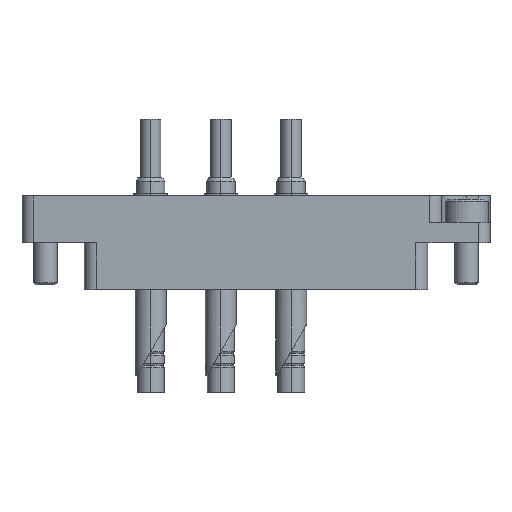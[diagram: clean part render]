
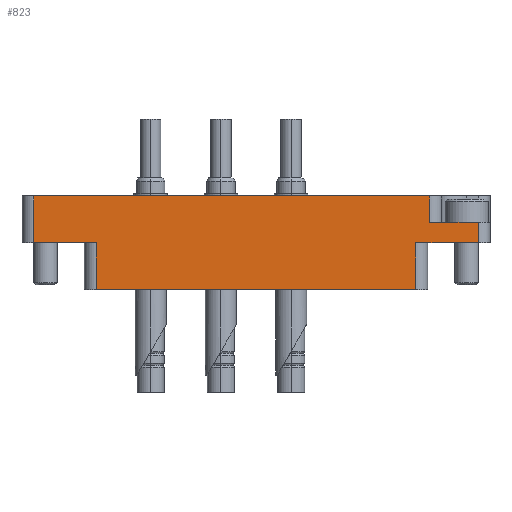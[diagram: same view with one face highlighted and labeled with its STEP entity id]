
A CAD part, left-side view. The second image highlights one B-rep face of the part: STEP entity #823.
In plain terms, the highlighted face is planar.
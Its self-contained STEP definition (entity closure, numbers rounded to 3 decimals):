
#25 = CARTESIAN_POINT ( 'NONE',  ( 28.5, 2.6, 14.35 ) ) ;
#34 = EDGE_CURVE ( 'NONE', #6362, #9843, #3235, .T. ) ;
#352 = ORIENTED_EDGE ( 'NONE', *, *, #8632, .F. ) ;
#445 = LINE ( 'NONE', #3933, #7350 ) ;
#550 = LINE ( 'NONE', #8512, #5665 ) ;
#727 = ORIENTED_EDGE ( 'NONE', *, *, #2397, .T. ) ;
#731 = CARTESIAN_POINT ( 'NONE',  ( 20.5, 0., 14.35 ) ) ;
#823 = ADVANCED_FACE ( 'NONE', ( #10884 ), #9762, .F. ) ;
#1258 = CARTESIAN_POINT ( 'NONE',  ( -30., 6., 14.35 ) ) ;
#1386 = EDGE_CURVE ( 'NONE', #3403, #9843, #445, .T. ) ;
#1427 = EDGE_LOOP ( 'NONE', ( #3216, #8573, #11166, #2122, #2005, #8454, #1517, #727, #352, #1592 ) ) ;
#1470 = VECTOR ( 'NONE', #10197, 1000. ) ;
#1517 = ORIENTED_EDGE ( 'NONE', *, *, #7841, .F. ) ;
#1592 = ORIENTED_EDGE ( 'NONE', *, *, #4081, .T. ) ;
#1594 = DIRECTION ( 'NONE',  ( -1., 0., 0. ) ) ;
#2005 = ORIENTED_EDGE ( 'NONE', *, *, #1386, .F. ) ;
#2122 = ORIENTED_EDGE ( 'NONE', *, *, #34, .T. ) ;
#2216 = CARTESIAN_POINT ( 'NONE',  ( 28.5, 0., 14.35 ) ) ;
#2358 = VERTEX_POINT ( 'NONE', #731 ) ;
#2397 = EDGE_CURVE ( 'NONE', #11497, #9339, #4339, .T. ) ;
#2514 = VECTOR ( 'NONE', #8229, 1000. ) ;
#2630 = LINE ( 'NONE', #9549, #10688 ) ;
#2760 = CARTESIAN_POINT ( 'NONE',  ( -30., 0., 14.35 ) ) ;
#3038 = DIRECTION ( 'NONE',  ( 1., 0., 0. ) ) ;
#3142 = DIRECTION ( 'NONE',  ( -1., 0., 0. ) ) ;
#3162 = AXIS2_PLACEMENT_3D ( 'NONE', #2760, #9700, #1594 ) ;
#3216 = ORIENTED_EDGE ( 'NONE', *, *, #9567, .F. ) ;
#3235 = LINE ( 'NONE', #9826, #4631 ) ;
#3324 = CARTESIAN_POINT ( 'NONE',  ( -28.5, 6., 14.35 ) ) ;
#3403 = VERTEX_POINT ( 'NONE', #6793 ) ;
#3450 = CARTESIAN_POINT ( 'NONE',  ( 30., 0., 14.35 ) ) ;
#3510 = LINE ( 'NONE', #3450, #5095 ) ;
#3933 = CARTESIAN_POINT ( 'NONE',  ( 30., 2.6, 14.35 ) ) ;
#3971 = CARTESIAN_POINT ( 'NONE',  ( 30., 0., 14.35 ) ) ;
#4081 = EDGE_CURVE ( 'NONE', #4102, #11284, #8278, .T. ) ;
#4102 = VERTEX_POINT ( 'NONE', #10981 ) ;
#4238 = VERTEX_POINT ( 'NONE', #5394 ) ;
#4242 = LINE ( 'NONE', #11627, #2514 ) ;
#4339 = LINE ( 'NONE', #6848, #7513 ) ;
#4631 = VECTOR ( 'NONE', #7959, 1000. ) ;
#4732 = VECTOR ( 'NONE', #11085, 1000. ) ;
#4984 = EDGE_CURVE ( 'NONE', #4238, #2358, #2630, .T. ) ;
#5095 = VECTOR ( 'NONE', #9853, 1000. ) ;
#5394 = CARTESIAN_POINT ( 'NONE',  ( 20.5, -6., 14.35 ) ) ;
#5521 = CARTESIAN_POINT ( 'NONE',  ( -28.5, 0., 14.35 ) ) ;
#5665 = VECTOR ( 'NONE', #3142, 1000. ) ;
#5708 = LINE ( 'NONE', #3971, #1470 ) ;
#6362 = VERTEX_POINT ( 'NONE', #2216 ) ;
#6591 = VERTEX_POINT ( 'NONE', #8216 ) ;
#6666 = VECTOR ( 'NONE', #10861, 1000. ) ;
#6793 = CARTESIAN_POINT ( 'NONE',  ( 22.25, 2.6, 14.35 ) ) ;
#6848 = CARTESIAN_POINT ( 'NONE',  ( -28.5, 0., 14.35 ) ) ;
#7350 = VECTOR ( 'NONE', #3038, 1000. ) ;
#7513 = VECTOR ( 'NONE', #7981, 1000. ) ;
#7841 = EDGE_CURVE ( 'NONE', #11497, #6591, #11259, .T. ) ;
#7959 = DIRECTION ( 'NONE',  ( 0., 1., 0. ) ) ;
#7981 = DIRECTION ( 'NONE',  ( 0., -1., 0. ) ) ;
#8216 = CARTESIAN_POINT ( 'NONE',  ( 22.25, 6., 14.35 ) ) ;
#8229 = DIRECTION ( 'NONE',  ( 0., 1., 0. ) ) ;
#8278 = LINE ( 'NONE', #9854, #6666 ) ;
#8454 = ORIENTED_EDGE ( 'NONE', *, *, #10793, .T. ) ;
#8512 = CARTESIAN_POINT ( 'NONE',  ( -22., -6., 14.35 ) ) ;
#8573 = ORIENTED_EDGE ( 'NONE', *, *, #4984, .T. ) ;
#8632 = EDGE_CURVE ( 'NONE', #4102, #9339, #3510, .T. ) ;
#8873 = DIRECTION ( 'NONE',  ( 0., 1., 0. ) ) ;
#9339 = VERTEX_POINT ( 'NONE', #5521 ) ;
#9549 = CARTESIAN_POINT ( 'NONE',  ( 20.5, 0., 14.35 ) ) ;
#9567 = EDGE_CURVE ( 'NONE', #4238, #11284, #550, .T. ) ;
#9700 = DIRECTION ( 'NONE',  ( 0., 0., -1. ) ) ;
#9762 = PLANE ( 'NONE',  #3162 ) ;
#9826 = CARTESIAN_POINT ( 'NONE',  ( 28.5, 2.6, 14.35 ) ) ;
#9843 = VERTEX_POINT ( 'NONE', #25 ) ;
#9853 = DIRECTION ( 'NONE',  ( -1., 0., 0. ) ) ;
#9854 = CARTESIAN_POINT ( 'NONE',  ( -20.5, 0., 14.35 ) ) ;
#10002 = EDGE_CURVE ( 'NONE', #6362, #2358, #5708, .T. ) ;
#10197 = DIRECTION ( 'NONE',  ( -1., 0., 0. ) ) ;
#10467 = CARTESIAN_POINT ( 'NONE',  ( -20.5, -6., 14.35 ) ) ;
#10688 = VECTOR ( 'NONE', #8873, 1000. ) ;
#10793 = EDGE_CURVE ( 'NONE', #3403, #6591, #4242, .T. ) ;
#10861 = DIRECTION ( 'NONE',  ( 0., -1., 0. ) ) ;
#10884 = FACE_OUTER_BOUND ( 'NONE', #1427, .T. ) ;
#10981 = CARTESIAN_POINT ( 'NONE',  ( -20.5, 0., 14.35 ) ) ;
#11085 = DIRECTION ( 'NONE',  ( 1., 0., 0. ) ) ;
#11166 = ORIENTED_EDGE ( 'NONE', *, *, #10002, .F. ) ;
#11259 = LINE ( 'NONE', #1258, #4732 ) ;
#11284 = VERTEX_POINT ( 'NONE', #10467 ) ;
#11497 = VERTEX_POINT ( 'NONE', #3324 ) ;
#11627 = CARTESIAN_POINT ( 'NONE',  ( 22.25, 0., 14.35 ) ) ;
